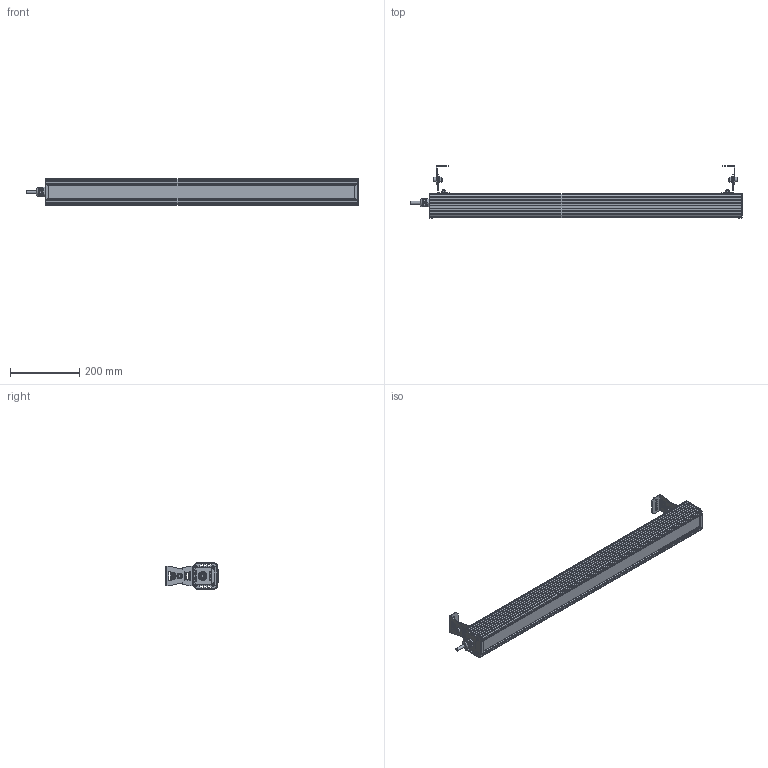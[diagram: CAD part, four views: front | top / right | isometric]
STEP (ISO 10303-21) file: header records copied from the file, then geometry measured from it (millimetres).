
FILE_DESCRIPTION(('STEP AP203'), '1');
FILE_NAME('001.0065.01.500 - ÃÑÏ Ôàâîðèò 50', '2023-06-30T08:06:29', ('Ëóêîíèí Å Ï'), ('ÎÊÁ Ñâîé Ñòèëü'), 'C3D Converter', 'C3D Toolkit', '');
FILE_SCHEMA(('CONFIG_CONTROL_DESIGN'));
Length unit declared in the file: millimetre
Products named in the file (31): 001.0065.01.500 СБ; 001.0065.01.000
Assembly tree (68 placements, depth 4):
  001.0065.01.500 СБ
    (unnamed)
      (unnamed)
      (unnamed)
      (unnamed)  x4
      (unnamed)  x4
      (unnamed)
      (unnamed)
      (unnamed)
      (unnamed)
      (unnamed)
        (unnamed)
      (unnamed)  x6
        (unnamed)
        (unnamed)
        (unnamed)
        (unnamed)
        (unnamed)
        (unnamed)
        (unnamed)
        (unnamed)
    001.0065.01.000  x2
      (unnamed)
      (unnamed)
      (unnamed)
      (unnamed)
      (unnamed)
      (unnamed)
      (unnamed)
      (unnamed)
      (unnamed)
Bounding box: 957 x 152.18 x 75.06 mm (x, y, z)
Volume: 1196879.5 mm3; surface area: 1125618.5 mm2
Topology: 234 solids, 234 shells, 3522 faces, 9139 edges, 6127 vertices
Faces by surface type: plane 2367, cylinder 917, cone 166, bspline 37, sphere 24, torus 11
Full cylindrical faces by diameter (mm): 1 x24, 1.522 x24, 3.2 x24, 3.5 x24, 4 x8, 6 x4, 6.375 x2, 8 x12, 8.5 x8, 12 x3, 12.5 x1, 13.333 x2, 16 x5, 18.5 x3, 20 x1, 23.5 x1
Entity records: 91797 total; most frequent: CARTESIAN_POINT 38545, ORIENTED_EDGE 8896, DIRECTION 8084, EDGE_CURVE 4448, VERTEX_POINT 3034, AXIS2_PLACEMENT_3D 2764, LINE 2556, VECTOR 2556
